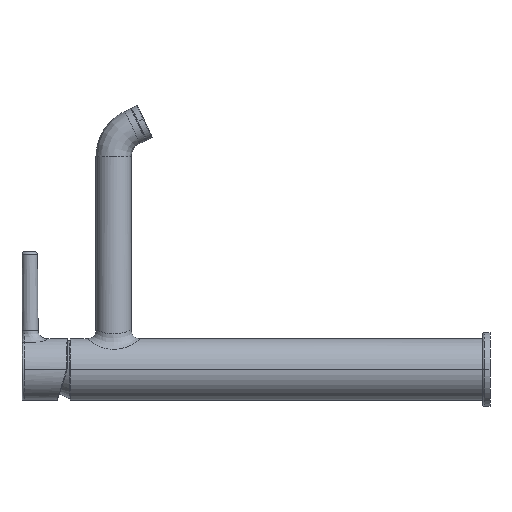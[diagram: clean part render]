
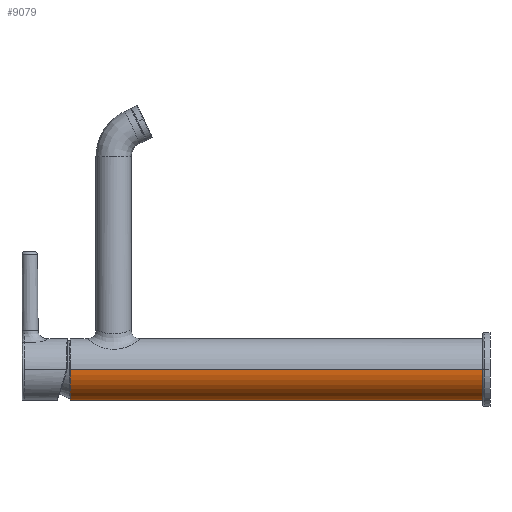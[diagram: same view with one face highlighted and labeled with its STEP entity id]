
A CAD part, left-side view. The second image highlights one B-rep face of the part: STEP entity #9079.
In plain terms, the highlighted cylindrical face has radius 21 mm (diameter 42 mm), a partial arc.
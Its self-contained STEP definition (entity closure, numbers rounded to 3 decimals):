
#77 = CARTESIAN_POINT ( 'NONE',  ( -21., 140., 0. ) ) ;
#260 = AXIS2_PLACEMENT_3D ( 'NONE', #4760, #9174, #5448 ) ;
#798 = CARTESIAN_POINT ( 'NONE',  ( 21., 140., 0. ) ) ;
#800 = AXIS2_PLACEMENT_3D ( 'NONE', #7895, #2611, #9399 ) ;
#824 = ORIENTED_EDGE ( 'NONE', *, *, #2819, .T. ) ;
#1004 = CARTESIAN_POINT ( 'NONE',  ( -21., 280., 0. ) ) ;
#1125 = AXIS2_PLACEMENT_3D ( 'NONE', #4569, #8323, #2425 ) ;
#2217 = EDGE_CURVE ( 'NONE', #3330, #2478, #4869, .T. ) ;
#2388 = VERTEX_POINT ( 'NONE', #5181 ) ;
#2425 = DIRECTION ( 'NONE',  ( 1., 0., 0. ) ) ;
#2464 = CARTESIAN_POINT ( 'NONE',  ( 21., 0., 0. ) ) ;
#2478 = VERTEX_POINT ( 'NONE', #8789 ) ;
#2611 = DIRECTION ( 'NONE',  ( 0., -1., 0. ) ) ;
#2819 = EDGE_CURVE ( 'NONE', #3330, #2388, #3336, .T. ) ;
#3090 = ORIENTED_EDGE ( 'NONE', *, *, #2217, .F. ) ;
#3330 = VERTEX_POINT ( 'NONE', #2464 ) ;
#3336 = CIRCLE ( 'NONE', #260, 21. ) ;
#3405 = VECTOR ( 'NONE', #7561, 1000. ) ;
#4081 = EDGE_CURVE ( 'NONE', #2388, #4530, #8878, .T. ) ;
#4354 = CYLINDRICAL_SURFACE ( 'NONE', #1125, 21. ) ;
#4530 = VERTEX_POINT ( 'NONE', #1004 ) ;
#4569 = CARTESIAN_POINT ( 'NONE',  ( 0., 140., 0. ) ) ;
#4631 = VECTOR ( 'NONE', #6849, 1000. ) ;
#4760 = CARTESIAN_POINT ( 'NONE',  ( 0., 0., 0. ) ) ;
#4869 = LINE ( 'NONE', #798, #4631 ) ;
#5181 = CARTESIAN_POINT ( 'NONE',  ( -21., 0., 0. ) ) ;
#5275 = ORIENTED_EDGE ( 'NONE', *, *, #4081, .T. ) ;
#5448 = DIRECTION ( 'NONE',  ( 1., 0., 0. ) ) ;
#5655 = CIRCLE ( 'NONE', #800, 21. ) ;
#6849 = DIRECTION ( 'NONE',  ( 0., 1., 0. ) ) ;
#6993 = ORIENTED_EDGE ( 'NONE', *, *, #8497, .T. ) ;
#7382 = FACE_OUTER_BOUND ( 'NONE', #7959, .T. ) ;
#7561 = DIRECTION ( 'NONE',  ( 0., 1., 0. ) ) ;
#7895 = CARTESIAN_POINT ( 'NONE',  ( 0., 280., 0. ) ) ;
#7959 = EDGE_LOOP ( 'NONE', ( #824, #5275, #6993, #3090 ) ) ;
#8323 = DIRECTION ( 'NONE',  ( 0., 1., 0. ) ) ;
#8497 = EDGE_CURVE ( 'NONE', #4530, #2478, #5655, .T. ) ;
#8789 = CARTESIAN_POINT ( 'NONE',  ( 21., 280., 0. ) ) ;
#8878 = LINE ( 'NONE', #77, #3405 ) ;
#9079 = ADVANCED_FACE ( 'NONE', ( #7382 ), #4354, .T. ) ;
#9174 = DIRECTION ( 'NONE',  ( 0., 1., 0. ) ) ;
#9399 = DIRECTION ( 'NONE',  ( 1., 0., 0. ) ) ;
